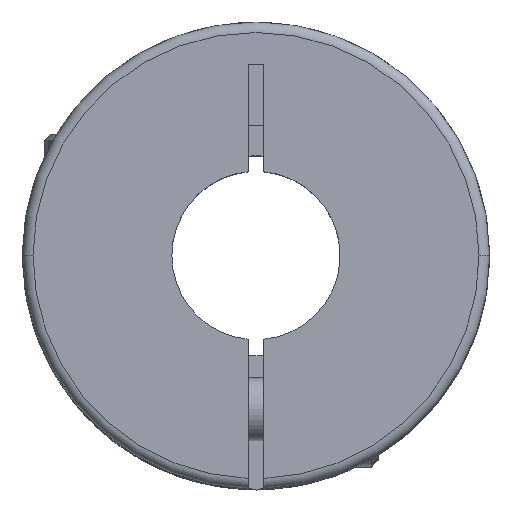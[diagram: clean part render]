
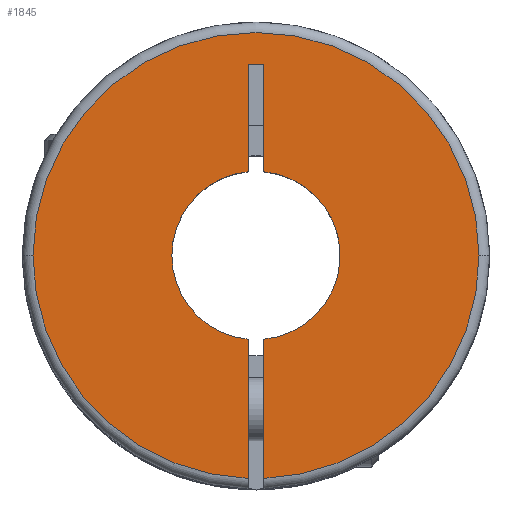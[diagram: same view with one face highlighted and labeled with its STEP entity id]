
A CAD part, top view. The second image highlights one B-rep face of the part: STEP entity #1845.
In plain terms, the highlighted planar face has unit normal (0, 0, 1).
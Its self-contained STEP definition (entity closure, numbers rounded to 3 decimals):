
#34 = ORIENTED_EDGE ( 'NONE', *, *, #720, .F. ) ;
#55 = AXIS2_PLACEMENT_3D ( 'NONE', #533, #3974, #4289 ) ;
#113 = CARTESIAN_POINT ( 'NONE',  ( 0.375, 9.1, 0. ) ) ;
#115 = EDGE_CURVE ( 'NONE', #711, #448, #275, .T. ) ;
#202 = CARTESIAN_POINT ( 'NONE',  ( 0.375, -11.1, 0. ) ) ;
#275 = CIRCLE ( 'NONE', #2833, 4. ) ;
#294 = EDGE_CURVE ( 'NONE', #3873, #4032, #1980, .T. ) ;
#309 = ORIENTED_EDGE ( 'NONE', *, *, #3187, .F. ) ;
#313 = VERTEX_POINT ( 'NONE', #1373 ) ;
#314 = CARTESIAN_POINT ( 'NONE',  ( 0.375, 9.1, 0. ) ) ;
#340 = DIRECTION ( 'NONE',  ( -1., 0., 0. ) ) ;
#366 = CARTESIAN_POINT ( 'NONE',  ( 0.375, -11.1, 0. ) ) ;
#388 = ORIENTED_EDGE ( 'NONE', *, *, #1062, .F. ) ;
#448 = VERTEX_POINT ( 'NONE', #2138 ) ;
#533 = CARTESIAN_POINT ( 'NONE',  ( 0., 0., 0. ) ) ;
#579 = DIRECTION ( 'NONE',  ( 0., 1., 0. ) ) ;
#711 = VERTEX_POINT ( 'NONE', #3580 ) ;
#720 = EDGE_CURVE ( 'NONE', #1379, #3873, #3547, .T. ) ;
#723 = DIRECTION ( 'NONE',  ( 0., 0., -1. ) ) ;
#733 = DIRECTION ( 'NONE',  ( 0., 0., -1. ) ) ;
#773 = CARTESIAN_POINT ( 'NONE',  ( 0., 0., 0. ) ) ;
#776 = ORIENTED_EDGE ( 'NONE', *, *, #2636, .F. ) ;
#802 = DIRECTION ( 'NONE',  ( -1., 0., 0. ) ) ;
#876 = ORIENTED_EDGE ( 'NONE', *, *, #1265, .F. ) ;
#976 = VECTOR ( 'NONE', #3776, 1000. ) ;
#986 = DIRECTION ( 'NONE',  ( -1., 0., 0. ) ) ;
#1062 = EDGE_CURVE ( 'NONE', #711, #3564, #1398, .T. ) ;
#1063 = VERTEX_POINT ( 'NONE', #2461 ) ;
#1066 = DIRECTION ( 'NONE',  ( -1., 0., 0. ) ) ;
#1160 = VERTEX_POINT ( 'NONE', #1216 ) ;
#1216 = CARTESIAN_POINT ( 'NONE',  ( -0.375, 9.1, 0. ) ) ;
#1225 = ORIENTED_EDGE ( 'NONE', *, *, #294, .F. ) ;
#1254 = VECTOR ( 'NONE', #1899, 1000. ) ;
#1265 = EDGE_CURVE ( 'NONE', #1063, #3676, #3265, .T. ) ;
#1373 = CARTESIAN_POINT ( 'NONE',  ( -0.375, 3.982, 0. ) ) ;
#1379 = VERTEX_POINT ( 'NONE', #2298 ) ;
#1398 = LINE ( 'NONE', #2164, #3040 ) ;
#1440 = EDGE_CURVE ( 'NONE', #3564, #1379, #3326, .T. ) ;
#1556 = EDGE_CURVE ( 'NONE', #1160, #313, #3130, .T. ) ;
#1590 = CARTESIAN_POINT ( 'NONE',  ( 0.375, -3.982, 0. ) ) ;
#1625 = AXIS2_PLACEMENT_3D ( 'NONE', #1905, #1814, #4234 ) ;
#1666 = PLANE ( 'NONE',  #2114 ) ;
#1725 = DIRECTION ( 'NONE',  ( 0., 1., 0. ) ) ;
#1746 = ORIENTED_EDGE ( 'NONE', *, *, #1440, .F. ) ;
#1751 = ORIENTED_EDGE ( 'NONE', *, *, #115, .T. ) ;
#1814 = DIRECTION ( 'NONE',  ( 0., 0., -1. ) ) ;
#1845 = ADVANCED_FACE ( 'NONE', ( #4354 ), #1666, .F. ) ;
#1859 = CIRCLE ( 'NONE', #4367, 4. ) ;
#1899 = DIRECTION ( 'NONE',  ( -1., 0., 0. ) ) ;
#1905 = CARTESIAN_POINT ( 'NONE',  ( 0., 0., 0. ) ) ;
#1979 = EDGE_CURVE ( 'NONE', #448, #313, #3403, .T. ) ;
#1980 = CIRCLE ( 'NONE', #55, 10.6 ) ;
#2026 = CARTESIAN_POINT ( 'NONE',  ( 0., 0., 0. ) ) ;
#2061 = ORIENTED_EDGE ( 'NONE', *, *, #4310, .T. ) ;
#2114 = AXIS2_PLACEMENT_3D ( 'NONE', #2026, #4060, #3059 ) ;
#2138 = CARTESIAN_POINT ( 'NONE',  ( -4., 0., 0. ) ) ;
#2164 = CARTESIAN_POINT ( 'NONE',  ( -0.375, 9.1, 0. ) ) ;
#2178 = VECTOR ( 'NONE', #579, 1000. ) ;
#2298 = CARTESIAN_POINT ( 'NONE',  ( -10.6, 0., 0. ) ) ;
#2319 = CARTESIAN_POINT ( 'NONE',  ( 0., 0., 0. ) ) ;
#2362 = VERTEX_POINT ( 'NONE', #1590 ) ;
#2459 = DIRECTION ( 'NONE',  ( 0., 0., -1. ) ) ;
#2461 = CARTESIAN_POINT ( 'NONE',  ( 0.375, 3.982, 0. ) ) ;
#2558 = LINE ( 'NONE', #113, #1254 ) ;
#2636 = EDGE_CURVE ( 'NONE', #3676, #1160, #2558, .T. ) ;
#2757 = CARTESIAN_POINT ( 'NONE',  ( 0., 0., 0. ) ) ;
#2777 = DIRECTION ( 'NONE',  ( 0., -1., 0. ) ) ;
#2833 = AXIS2_PLACEMENT_3D ( 'NONE', #3838, #2459, #802 ) ;
#2944 = VECTOR ( 'NONE', #1725, 1000. ) ;
#3040 = VECTOR ( 'NONE', #2777, 1000. ) ;
#3059 = DIRECTION ( 'NONE',  ( 0., -1., 0. ) ) ;
#3130 = LINE ( 'NONE', #3147, #976 ) ;
#3147 = CARTESIAN_POINT ( 'NONE',  ( -0.375, 9.1, 0. ) ) ;
#3187 = EDGE_CURVE ( 'NONE', #4032, #2362, #3424, .T. ) ;
#3265 = LINE ( 'NONE', #202, #2178 ) ;
#3307 = EDGE_LOOP ( 'NONE', ( #1746, #388, #1751, #3705, #4125, #776, #876, #2061, #309, #1225, #34 ) ) ;
#3326 = CIRCLE ( 'NONE', #4253, 10.6 ) ;
#3395 = DIRECTION ( 'NONE',  ( 0., 0., -1. ) ) ;
#3403 = CIRCLE ( 'NONE', #4258, 4. ) ;
#3424 = LINE ( 'NONE', #366, #2944 ) ;
#3491 = CARTESIAN_POINT ( 'NONE',  ( 10.6, 0., 0. ) ) ;
#3547 = CIRCLE ( 'NONE', #1625, 10.6 ) ;
#3558 = CARTESIAN_POINT ( 'NONE',  ( 0.375, -10.593, 0. ) ) ;
#3564 = VERTEX_POINT ( 'NONE', #4092 ) ;
#3580 = CARTESIAN_POINT ( 'NONE',  ( -0.375, -3.982, 0. ) ) ;
#3676 = VERTEX_POINT ( 'NONE', #314 ) ;
#3705 = ORIENTED_EDGE ( 'NONE', *, *, #1979, .T. ) ;
#3776 = DIRECTION ( 'NONE',  ( 0., -1., 0. ) ) ;
#3838 = CARTESIAN_POINT ( 'NONE',  ( 0., 0., 0. ) ) ;
#3873 = VERTEX_POINT ( 'NONE', #3491 ) ;
#3974 = DIRECTION ( 'NONE',  ( 0., 0., -1. ) ) ;
#4032 = VERTEX_POINT ( 'NONE', #3558 ) ;
#4060 = DIRECTION ( 'NONE',  ( 0., 0., -1. ) ) ;
#4092 = CARTESIAN_POINT ( 'NONE',  ( -0.375, -10.593, 0. ) ) ;
#4125 = ORIENTED_EDGE ( 'NONE', *, *, #1556, .F. ) ;
#4234 = DIRECTION ( 'NONE',  ( -1., 0., 0. ) ) ;
#4253 = AXIS2_PLACEMENT_3D ( 'NONE', #2319, #3395, #986 ) ;
#4258 = AXIS2_PLACEMENT_3D ( 'NONE', #773, #733, #1066 ) ;
#4289 = DIRECTION ( 'NONE',  ( -1., 0., 0. ) ) ;
#4310 = EDGE_CURVE ( 'NONE', #1063, #2362, #1859, .T. ) ;
#4354 = FACE_OUTER_BOUND ( 'NONE', #3307, .T. ) ;
#4367 = AXIS2_PLACEMENT_3D ( 'NONE', #2757, #723, #340 ) ;
